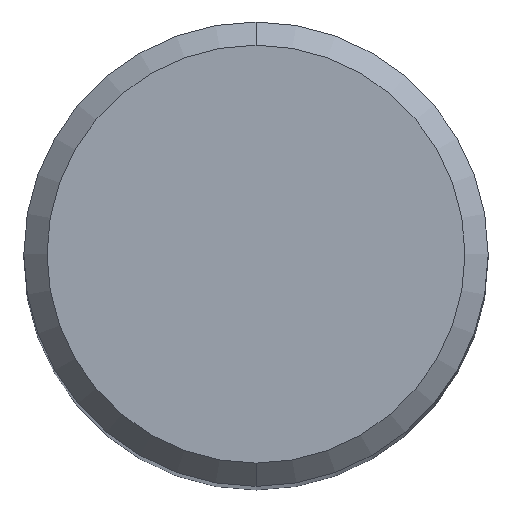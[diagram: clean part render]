
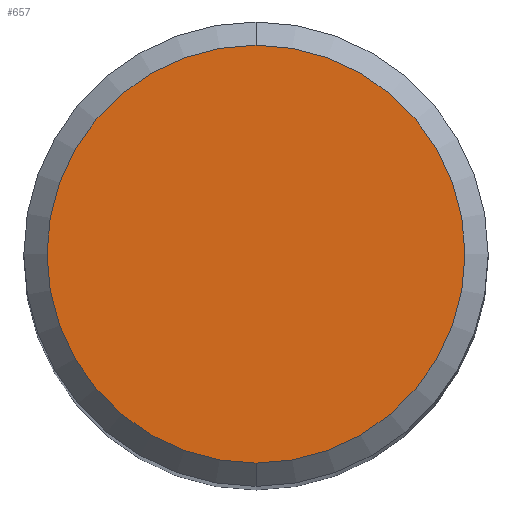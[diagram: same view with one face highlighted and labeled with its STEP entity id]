
A CAD part, top view. The second image highlights one B-rep face of the part: STEP entity #657.
In plain terms, the highlighted planar face has unit normal (0, 0, 1).
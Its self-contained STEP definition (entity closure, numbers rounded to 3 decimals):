
#357=EDGE_CURVE('',#415,#751,#971,.T.);
#415=VERTEX_POINT('',#1036);
#657=ADVANCED_FACE('',(#1299),#1300,.T.);
#751=VERTEX_POINT('',#1404);
#829=EDGE_CURVE('',#751,#415,#1487,.T.);
#971=CIRCLE('',#1668,3.6);
#1036=CARTESIAN_POINT('',(0.0,3.6,0.0));
#1299=FACE_OUTER_BOUND('',#4832,.T.);
#1300=PLANE('',#4833);
#1404=CARTESIAN_POINT('',(0.,-3.6,0.0));
#1487=CIRCLE('',#6134,3.6);
#1668=AXIS2_PLACEMENT_3D('',#6537,#6538,#6539);
#4832=EDGE_LOOP('',(#6876,#6877));
#4833=AXIS2_PLACEMENT_3D('',#6878,#6879,#6880);
#6134=AXIS2_PLACEMENT_3D('',#7061,#7062,#7063);
#6537=CARTESIAN_POINT('',(0.0,0.0,0.0));
#6538=DIRECTION('',(0.0,0.0,-1.0));
#6539=DIRECTION('',(0.0,1.0,0.0));
#6876=ORIENTED_EDGE('',*,*,#357,.F.);
#6877=ORIENTED_EDGE('',*,*,#829,.F.);
#6878=CARTESIAN_POINT('',(0.0,1.8,0.0));
#6879=DIRECTION('',(-0.0,0.0,1.0));
#6880=DIRECTION('',(0.0,-1.0,0.0));
#7061=CARTESIAN_POINT('',(0.0,0.0,0.0));
#7062=DIRECTION('',(0.0,0.0,-1.0));
#7063=DIRECTION('',(0.0,1.0,0.0));
